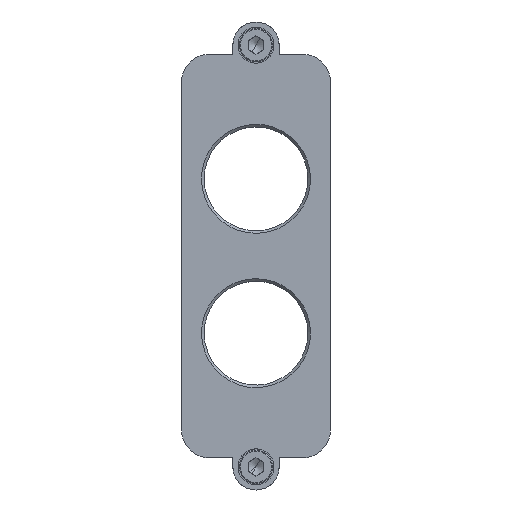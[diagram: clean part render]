
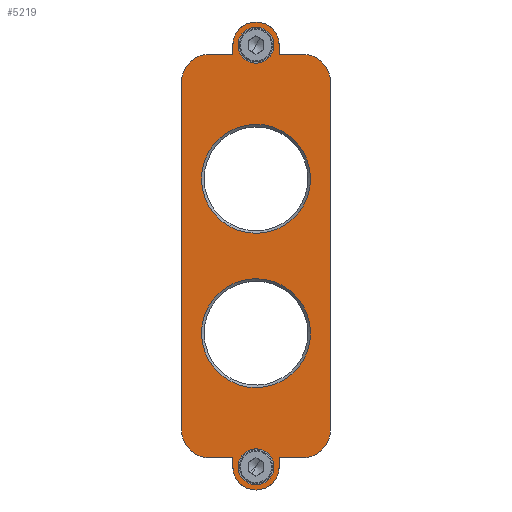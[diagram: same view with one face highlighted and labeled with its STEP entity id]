
A CAD part, top view. The second image highlights one B-rep face of the part: STEP entity #5219.
In plain terms, the highlighted planar face has unit normal (0, 0, 1).
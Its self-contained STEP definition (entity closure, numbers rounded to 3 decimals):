
#38=AXIS2_PLACEMENT_3D('Circle Axis2P3D',#36,#37,$) ;
#73=AXIS2_PLACEMENT_3D('Circle Axis2P3D',#71,#72,$) ;
#3000=AXIS2_PLACEMENT_3D('Circle Axis2P3D',#2998,#2999,$) ;
#3048=AXIS2_PLACEMENT_3D('Circle Axis2P3D',#3046,#3047,$) ;
#3122=AXIS2_PLACEMENT_3D('Circle Axis2P3D',#3120,#3121,$) ;
#3170=AXIS2_PLACEMENT_3D('Circle Axis2P3D',#3168,#3169,$) ;
#3290=AXIS2_PLACEMENT_3D('Circle Axis2P3D',#3288,#3289,$) ;
#3325=AXIS2_PLACEMENT_3D('Circle Axis2P3D',#3323,#3324,$) ;
#3360=AXIS2_PLACEMENT_3D('Circle Axis2P3D',#3358,#3359,$) ;
#3382=AXIS2_PLACEMENT_3D('Circle Axis2P3D',#3380,#3381,$) ;
#3417=AXIS2_PLACEMENT_3D('Circle Axis2P3D',#3415,#3416,$) ;
#3439=AXIS2_PLACEMENT_3D('Circle Axis2P3D',#3437,#3438,$) ;
#3474=AXIS2_PLACEMENT_3D('Circle Axis2P3D',#3472,#3473,$) ;
#4191=AXIS2_PLACEMENT_3D('Circle Axis2P3D',#4189,#4190,$) ;
#5183=AXIS2_PLACEMENT_3D('Plane Axis2P3D',#5180,#5181,#5182) ;
#36=CARTESIAN_POINT('Axis2P3D Location',(29.,121.,105.)) ;
#40=CARTESIAN_POINT('Vertex',(18.841,102.404,105.)) ;
#42=CARTESIAN_POINT('Vertex',(39.159,139.596,105.)) ;
#71=CARTESIAN_POINT('Axis2P3D Location',(29.,121.,105.)) ;
#2931=CARTESIAN_POINT('Vertex',(20.,9.,105.)) ;
#2936=CARTESIAN_POINT('Line Origine',(20.,10.75,105.)) ;
#2940=CARTESIAN_POINT('Vertex',(20.,12.5,105.)) ;
#2974=CARTESIAN_POINT('Line Origine',(15.5,12.5,105.)) ;
#2978=CARTESIAN_POINT('Vertex',(11.,12.5,105.)) ;
#2998=CARTESIAN_POINT('Axis2P3D Location',(11.,23.5,105.)) ;
#3002=CARTESIAN_POINT('Vertex',(0.,23.5,105.)) ;
#3022=CARTESIAN_POINT('Line Origine',(0.,91.,105.)) ;
#3026=CARTESIAN_POINT('Vertex',(0.,158.5,105.)) ;
#3046=CARTESIAN_POINT('Axis2P3D Location',(11.,158.5,105.)) ;
#3050=CARTESIAN_POINT('Vertex',(11.,169.5,105.)) ;
#3070=CARTESIAN_POINT('Line Origine',(15.5,169.5,105.)) ;
#3074=CARTESIAN_POINT('Vertex',(20.,169.5,105.)) ;
#3089=CARTESIAN_POINT('Line Origine',(42.5,169.5,105.)) ;
#3093=CARTESIAN_POINT('Vertex',(38.,169.5,105.)) ;
#3095=CARTESIAN_POINT('Vertex',(47.,169.5,105.)) ;
#3120=CARTESIAN_POINT('Axis2P3D Location',(47.,158.5,105.)) ;
#3124=CARTESIAN_POINT('Vertex',(58.,158.5,105.)) ;
#3144=CARTESIAN_POINT('Line Origine',(58.,91.,105.)) ;
#3148=CARTESIAN_POINT('Vertex',(58.,23.5,105.)) ;
#3168=CARTESIAN_POINT('Axis2P3D Location',(47.,23.5,105.)) ;
#3172=CARTESIAN_POINT('Vertex',(47.,12.5,105.)) ;
#3187=CARTESIAN_POINT('Line Origine',(42.5,12.5,105.)) ;
#3191=CARTESIAN_POINT('Vertex',(38.,12.5,105.)) ;
#3218=CARTESIAN_POINT('Line Origine',(38.,10.75,105.)) ;
#3222=CARTESIAN_POINT('Vertex',(38.,9.,105.)) ;
#3285=CARTESIAN_POINT('Vertex',(20.,173.,105.)) ;
#3288=CARTESIAN_POINT('Axis2P3D Location',(29.,173.,105.)) ;
#3292=CARTESIAN_POINT('Vertex',(38.,173.,105.)) ;
#3323=CARTESIAN_POINT('Axis2P3D Location',(29.,61.,105.)) ;
#3327=CARTESIAN_POINT('Vertex',(18.841,42.404,105.)) ;
#3329=CARTESIAN_POINT('Vertex',(39.159,79.596,105.)) ;
#3358=CARTESIAN_POINT('Axis2P3D Location',(29.,61.,105.)) ;
#3380=CARTESIAN_POINT('Axis2P3D Location',(29.,173.,105.)) ;
#3384=CARTESIAN_POINT('Vertex',(25.644,166.857,105.)) ;
#3386=CARTESIAN_POINT('Vertex',(32.356,179.143,105.)) ;
#3415=CARTESIAN_POINT('Axis2P3D Location',(29.,173.,105.)) ;
#3437=CARTESIAN_POINT('Axis2P3D Location',(29.,9.,105.)) ;
#3441=CARTESIAN_POINT('Vertex',(32.356,15.143,105.)) ;
#3443=CARTESIAN_POINT('Vertex',(25.644,2.857,105.)) ;
#3472=CARTESIAN_POINT('Axis2P3D Location',(29.,9.,105.)) ;
#4189=CARTESIAN_POINT('Axis2P3D Location',(29.,9.,105.)) ;
#4303=CARTESIAN_POINT('Line Origine',(38.,171.25,105.)) ;
#4407=CARTESIAN_POINT('Line Origine',(20.,171.25,105.)) ;
#5180=CARTESIAN_POINT('Axis2P3D Location',(29.,91.,105.)) ;
#37=DIRECTION('Axis2P3D Direction',(0.,0.,1.)) ;
#72=DIRECTION('Axis2P3D Direction',(0.,0.,1.)) ;
#2937=DIRECTION('Vector Direction',(0.,-1.,0.)) ;
#2975=DIRECTION('Vector Direction',(-1.,0.,0.)) ;
#2999=DIRECTION('Axis2P3D Direction',(0.,0.,-1.)) ;
#3023=DIRECTION('Vector Direction',(0.,-1.,0.)) ;
#3047=DIRECTION('Axis2P3D Direction',(0.,0.,-1.)) ;
#3071=DIRECTION('Vector Direction',(1.,0.,0.)) ;
#3090=DIRECTION('Vector Direction',(1.,0.,0.)) ;
#3121=DIRECTION('Axis2P3D Direction',(0.,0.,-1.)) ;
#3145=DIRECTION('Vector Direction',(0.,1.,0.)) ;
#3169=DIRECTION('Axis2P3D Direction',(0.,0.,-1.)) ;
#3188=DIRECTION('Vector Direction',(-1.,0.,0.)) ;
#3219=DIRECTION('Vector Direction',(0.,1.,0.)) ;
#3289=DIRECTION('Axis2P3D Direction',(0.,0.,-1.)) ;
#3324=DIRECTION('Axis2P3D Direction',(0.,0.,1.)) ;
#3359=DIRECTION('Axis2P3D Direction',(0.,0.,1.)) ;
#3381=DIRECTION('Axis2P3D Direction',(0.,0.,-1.)) ;
#3416=DIRECTION('Axis2P3D Direction',(0.,0.,-1.)) ;
#3438=DIRECTION('Axis2P3D Direction',(0.,0.,-1.)) ;
#3473=DIRECTION('Axis2P3D Direction',(0.,0.,-1.)) ;
#4190=DIRECTION('Axis2P3D Direction',(0.,0.,-1.)) ;
#4304=DIRECTION('Vector Direction',(0.,-1.,0.)) ;
#4408=DIRECTION('Vector Direction',(0.,1.,0.)) ;
#5181=DIRECTION('Axis2P3D Direction',(0.,0.,-1.)) ;
#5182=DIRECTION('Axis2P3D XDirection',(0.,-1.,0.)) ;
#2938=VECTOR('Line Direction',#2937,1.) ;
#2976=VECTOR('Line Direction',#2975,1.) ;
#3024=VECTOR('Line Direction',#3023,1.) ;
#3072=VECTOR('Line Direction',#3071,1.) ;
#3091=VECTOR('Line Direction',#3090,1.) ;
#3146=VECTOR('Line Direction',#3145,1.) ;
#3189=VECTOR('Line Direction',#3188,1.) ;
#3220=VECTOR('Line Direction',#3219,1.) ;
#4305=VECTOR('Line Direction',#4304,1.) ;
#4409=VECTOR('Line Direction',#4408,1.) ;
#5186=ORIENTED_EDGE('',*,*,#4307,.T.) ;
#5187=ORIENTED_EDGE('',*,*,#3294,.T.) ;
#5188=ORIENTED_EDGE('',*,*,#4411,.T.) ;
#5189=ORIENTED_EDGE('',*,*,#3076,.F.) ;
#5190=ORIENTED_EDGE('',*,*,#3052,.F.) ;
#5191=ORIENTED_EDGE('',*,*,#3028,.F.) ;
#5192=ORIENTED_EDGE('',*,*,#3004,.F.) ;
#5193=ORIENTED_EDGE('',*,*,#2980,.F.) ;
#5194=ORIENTED_EDGE('',*,*,#2942,.F.) ;
#5195=ORIENTED_EDGE('',*,*,#4193,.F.) ;
#5196=ORIENTED_EDGE('',*,*,#3224,.F.) ;
#5197=ORIENTED_EDGE('',*,*,#3193,.F.) ;
#5198=ORIENTED_EDGE('',*,*,#3174,.F.) ;
#5199=ORIENTED_EDGE('',*,*,#3150,.F.) ;
#5200=ORIENTED_EDGE('',*,*,#3126,.F.) ;
#5201=ORIENTED_EDGE('',*,*,#3097,.F.) ;
#5204=ORIENTED_EDGE('',*,*,#44,.T.) ;
#5205=ORIENTED_EDGE('',*,*,#75,.T.) ;
#5208=ORIENTED_EDGE('',*,*,#3362,.T.) ;
#5209=ORIENTED_EDGE('',*,*,#3331,.T.) ;
#5212=ORIENTED_EDGE('',*,*,#3388,.T.) ;
#5213=ORIENTED_EDGE('',*,*,#3419,.T.) ;
#5216=ORIENTED_EDGE('',*,*,#3445,.T.) ;
#5217=ORIENTED_EDGE('',*,*,#3476,.T.) ;
#5206=FACE_BOUND('',#5203,.T.) ;
#5210=FACE_BOUND('',#5207,.T.) ;
#5214=FACE_BOUND('',#5211,.T.) ;
#5218=FACE_BOUND('',#5215,.T.) ;
#5219=ADVANCED_FACE('Hauptk\X2\00F6\X0\rper',(#5202,#5206,#5210,#5214,#5218),#5184,.F.) ;
#39=CIRCLE('generated circle',#38,21.19) ;
#74=CIRCLE('generated circle',#73,21.19) ;
#3001=CIRCLE('generated circle',#3000,11.) ;
#3049=CIRCLE('generated circle',#3048,11.) ;
#3123=CIRCLE('generated circle',#3122,11.) ;
#3171=CIRCLE('generated circle',#3170,11.) ;
#3291=CIRCLE('generated circle',#3290,9.) ;
#3326=CIRCLE('generated circle',#3325,21.19) ;
#3361=CIRCLE('generated circle',#3360,21.19) ;
#3383=CIRCLE('generated circle',#3382,7.) ;
#3418=CIRCLE('generated circle',#3417,7.) ;
#3440=CIRCLE('generated circle',#3439,7.) ;
#3475=CIRCLE('generated circle',#3474,7.) ;
#4192=CIRCLE('generated circle',#4191,9.) ;
#44=EDGE_CURVE('',#41,#43,#39,.F.) ;
#75=EDGE_CURVE('',#43,#41,#74,.F.) ;
#2942=EDGE_CURVE('',#2932,#2941,#2939,.F.) ;
#2980=EDGE_CURVE('',#2941,#2979,#2977,.T.) ;
#3004=EDGE_CURVE('',#2979,#3003,#3001,.T.) ;
#3028=EDGE_CURVE('',#3003,#3027,#3025,.F.) ;
#3052=EDGE_CURVE('',#3027,#3051,#3049,.T.) ;
#3076=EDGE_CURVE('',#3051,#3075,#3073,.T.) ;
#3097=EDGE_CURVE('',#3094,#3096,#3092,.T.) ;
#3126=EDGE_CURVE('',#3096,#3125,#3123,.T.) ;
#3150=EDGE_CURVE('',#3125,#3149,#3147,.F.) ;
#3174=EDGE_CURVE('',#3149,#3173,#3171,.T.) ;
#3193=EDGE_CURVE('',#3173,#3192,#3190,.T.) ;
#3224=EDGE_CURVE('',#3192,#3223,#3221,.F.) ;
#3294=EDGE_CURVE('',#3293,#3286,#3291,.F.) ;
#3331=EDGE_CURVE('',#3328,#3330,#3326,.F.) ;
#3362=EDGE_CURVE('',#3330,#3328,#3361,.F.) ;
#3388=EDGE_CURVE('',#3385,#3387,#3383,.T.) ;
#3419=EDGE_CURVE('',#3387,#3385,#3418,.T.) ;
#3445=EDGE_CURVE('',#3442,#3444,#3440,.T.) ;
#3476=EDGE_CURVE('',#3444,#3442,#3475,.T.) ;
#4193=EDGE_CURVE('',#3223,#2932,#4192,.T.) ;
#4307=EDGE_CURVE('',#3094,#3293,#4306,.F.) ;
#4411=EDGE_CURVE('',#3286,#3075,#4410,.F.) ;
#5185=EDGE_LOOP('',(#5186,#5187,#5188,#5189,#5190,#5191,#5192,#5193,#5194,#5195,#5196,#5197,#5198,#5199,#5200,#5201)) ;
#5203=EDGE_LOOP('',(#5204,#5205)) ;
#5207=EDGE_LOOP('',(#5208,#5209)) ;
#5211=EDGE_LOOP('',(#5212,#5213)) ;
#5215=EDGE_LOOP('',(#5216,#5217)) ;
#5202=FACE_OUTER_BOUND('',#5185,.T.) ;
#2939=LINE('Line',#2936,#2938) ;
#2977=LINE('Line',#2974,#2976) ;
#3025=LINE('Line',#3022,#3024) ;
#3073=LINE('Line',#3070,#3072) ;
#3092=LINE('Line',#3089,#3091) ;
#3147=LINE('Line',#3144,#3146) ;
#3190=LINE('Line',#3187,#3189) ;
#3221=LINE('Line',#3218,#3220) ;
#4306=LINE('Line',#4303,#4305) ;
#4410=LINE('Line',#4407,#4409) ;
#5184=PLANE('',#5183) ;
#41=VERTEX_POINT('',#40) ;
#43=VERTEX_POINT('',#42) ;
#2932=VERTEX_POINT('',#2931) ;
#2941=VERTEX_POINT('',#2940) ;
#2979=VERTEX_POINT('',#2978) ;
#3003=VERTEX_POINT('',#3002) ;
#3027=VERTEX_POINT('',#3026) ;
#3051=VERTEX_POINT('',#3050) ;
#3075=VERTEX_POINT('',#3074) ;
#3094=VERTEX_POINT('',#3093) ;
#3096=VERTEX_POINT('',#3095) ;
#3125=VERTEX_POINT('',#3124) ;
#3149=VERTEX_POINT('',#3148) ;
#3173=VERTEX_POINT('',#3172) ;
#3192=VERTEX_POINT('',#3191) ;
#3223=VERTEX_POINT('',#3222) ;
#3286=VERTEX_POINT('',#3285) ;
#3293=VERTEX_POINT('',#3292) ;
#3328=VERTEX_POINT('',#3327) ;
#3330=VERTEX_POINT('',#3329) ;
#3385=VERTEX_POINT('',#3384) ;
#3387=VERTEX_POINT('',#3386) ;
#3442=VERTEX_POINT('',#3441) ;
#3444=VERTEX_POINT('',#3443) ;
